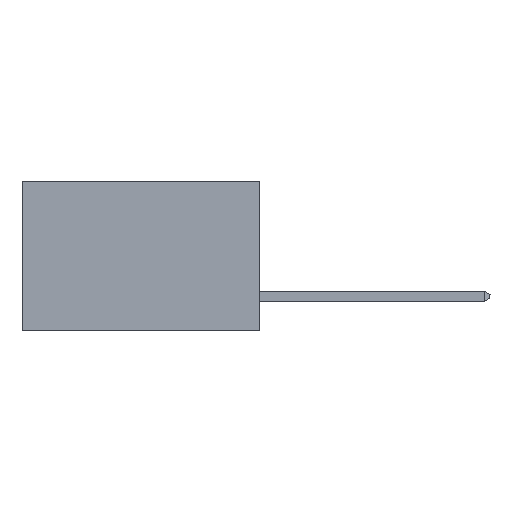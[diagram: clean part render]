
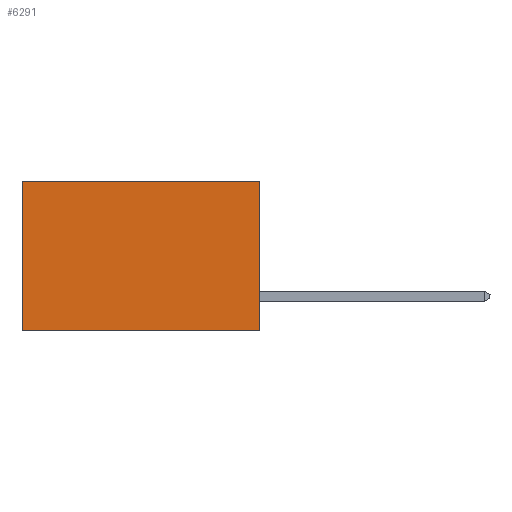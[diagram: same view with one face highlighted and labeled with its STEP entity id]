
A CAD part, left-side view. The second image highlights one B-rep face of the part: STEP entity #6291.
In plain terms, the highlighted planar face has unit normal (-1, 0, 0).
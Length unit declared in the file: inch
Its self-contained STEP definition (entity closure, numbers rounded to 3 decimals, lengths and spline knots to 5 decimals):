
#1801 = CARTESIAN_POINT ( 'NONE',  ( 0.277, 0.59, 0. ) ) ;
#1825 = AXIS2_PLACEMENT_3D ( 'NONE', #26105, #28573, #13639 ) ;
#1964 = VERTEX_POINT ( 'NONE', #8932 ) ;
#2637 = CARTESIAN_POINT ( 'NONE',  ( 0.277, 0.59, -0.37 ) ) ;
#3373 = VERTEX_POINT ( 'NONE', #1801 ) ;
#3615 = ORIENTED_EDGE ( 'NONE', *, *, #25551, .T. ) ;
#4608 = ORIENTED_EDGE ( 'NONE', *, *, #29577, .T. ) ;
#6291 = ADVANCED_FACE ( 'NONE', ( #22269 ), #8573, .F. ) ;
#7933 = VERTEX_POINT ( 'NONE', #2637 ) ;
#8573 = PLANE ( 'NONE',  #1825 ) ;
#8890 = EDGE_LOOP ( 'NONE', ( #4608, #12099, #23591, #3615 ) ) ;
#8932 = CARTESIAN_POINT ( 'NONE',  ( 0.277, 0., -0.37 ) ) ;
#10927 = EDGE_CURVE ( 'NONE', #30248, #1964, #13100, .T. ) ;
#10932 = CARTESIAN_POINT ( 'NONE',  ( 0.277, 0., 0. ) ) ;
#11861 = EDGE_CURVE ( 'NONE', #1964, #7933, #18127, .T. ) ;
#12099 = ORIENTED_EDGE ( 'NONE', *, *, #11861, .F. ) ;
#12881 = LINE ( 'NONE', #13900, #31892 ) ;
#13100 = LINE ( 'NONE', #30883, #20573 ) ;
#13639 = DIRECTION ( 'NONE',  ( 0., 0., -1. ) ) ;
#13900 = CARTESIAN_POINT ( 'NONE',  ( 0.277, 0.59, -0.37 ) ) ;
#14678 = DIRECTION ( 'NONE',  ( 0., 1., 0. ) ) ;
#15861 = DIRECTION ( 'NONE',  ( 0., 1., 0. ) ) ;
#16052 = DIRECTION ( 'NONE',  ( 0., 0., -1. ) ) ;
#17084 = CARTESIAN_POINT ( 'NONE',  ( 0.277, 0., -0.37 ) ) ;
#18127 = LINE ( 'NONE', #17084, #32032 ) ;
#20573 = VECTOR ( 'NONE', #16052, 39.37008 ) ;
#20690 = LINE ( 'NONE', #30695, #21476 ) ;
#21476 = VECTOR ( 'NONE', #15861, 39.37008 ) ;
#22269 = FACE_OUTER_BOUND ( 'NONE', #8890, .T. ) ;
#23591 = ORIENTED_EDGE ( 'NONE', *, *, #10927, .F. ) ;
#23988 = DIRECTION ( 'NONE',  ( 0., 0., -1. ) ) ;
#25551 = EDGE_CURVE ( 'NONE', #30248, #3373, #20690, .T. ) ;
#26105 = CARTESIAN_POINT ( 'NONE',  ( 0.277, 0., -0.37 ) ) ;
#28573 = DIRECTION ( 'NONE',  ( 1., 0., 0. ) ) ;
#29577 = EDGE_CURVE ( 'NONE', #3373, #7933, #12881, .T. ) ;
#30248 = VERTEX_POINT ( 'NONE', #10932 ) ;
#30695 = CARTESIAN_POINT ( 'NONE',  ( 0.277, 0., 0. ) ) ;
#30883 = CARTESIAN_POINT ( 'NONE',  ( 0.277, 0., -0.37 ) ) ;
#31892 = VECTOR ( 'NONE', #23988, 39.37008 ) ;
#32032 = VECTOR ( 'NONE', #14678, 39.37008 ) ;
